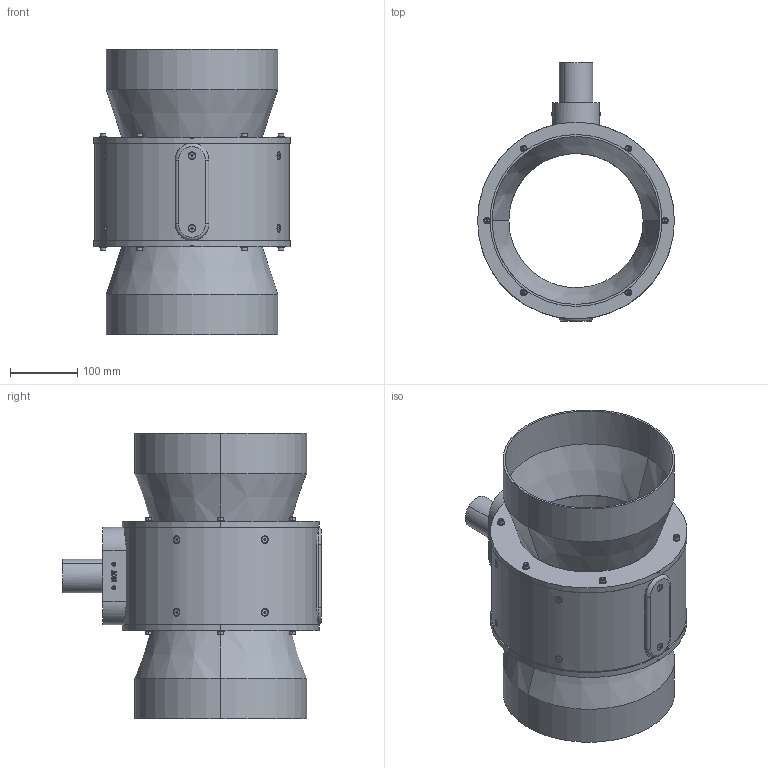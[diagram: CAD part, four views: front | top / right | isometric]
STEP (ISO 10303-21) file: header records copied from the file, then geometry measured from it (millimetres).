
FILE_DESCRIPTION (( 'STEP AP214' ), '1' );
FILE_NAME ('P-212-530-rev-A-BT.STEP', '2022-12-15T15:14:12', ( '' ), ( '' ), 'SwSTEP 2.0', 'SolidWorks 2021', '' );
FILE_SCHEMA (( 'AUTOMOTIVE_DESIGN' ));
Length unit declared in the file: millimetre
Products named in the file (1): P-212-530-rev-A-BT
Bounding box: 293 x 385.45 x 425.06 mm (x, y, z)
Volume: 6075976.5 mm3; surface area: 803600.6 mm2
Topology: 1 solids, 28 shells, 1114 faces, 2580 edges, 1560 vertices
Faces by surface type: plane 576, cylinder 276, cone 118, torus 105, bspline 31, sphere 8
Entity records: 45788 total; most frequent: CARTESIAN_POINT 8317, DIRECTION 5486, ORIENTED_EDGE 5048, EDGE_CURVE 2524, AXIS2_PLACEMENT_3D 2084, VERTEX_POINT 1560, LINE 1318, VECTOR 1318
